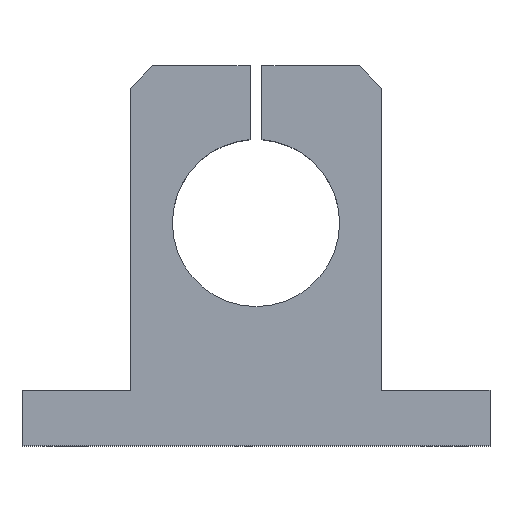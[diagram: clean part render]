
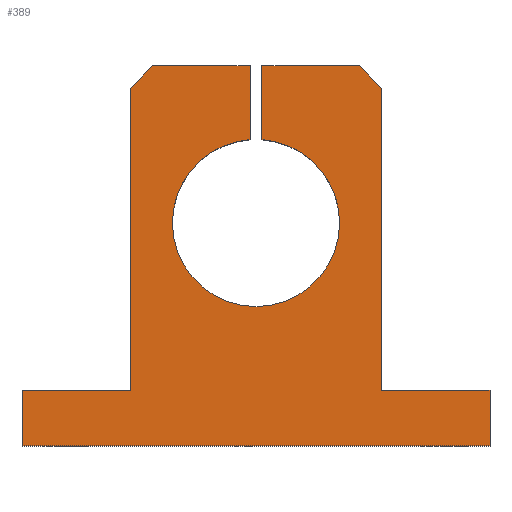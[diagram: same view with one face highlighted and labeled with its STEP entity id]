
A CAD part, top view. The second image highlights one B-rep face of the part: STEP entity #389.
In plain terms, the highlighted planar face has unit normal (0, 0, 1).
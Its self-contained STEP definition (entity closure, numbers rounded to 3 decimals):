
#13 = DIRECTION ( 'NONE',  ( 0., -1., 0. ) ) ;
#23 = CARTESIAN_POINT ( 'NONE',  ( 22.5, -24.1, 14. ) ) ;
#24 = LINE ( 'NONE', #994, #184 ) ;
#27 = CARTESIAN_POINT ( 'NONE',  ( -22.5, 34.1, 14. ) ) ;
#41 = ORIENTED_EDGE ( 'NONE', *, *, #847, .F. ) ;
#47 = CARTESIAN_POINT ( 'NONE',  ( 1.075, 34.1, 14. ) ) ;
#56 = EDGE_CURVE ( 'NONE', #840, #959, #531, .T. ) ;
#57 = DIRECTION ( 'NONE',  ( -0.707, 0.707, 0. ) ) ;
#60 = DIRECTION ( 'NONE',  ( 0., 0., 1. ) ) ;
#61 = AXIS2_PLACEMENT_3D ( 'NONE', #146, #1007, #624 ) ;
#63 = EDGE_CURVE ( 'NONE', #76, #234, #782, .T. ) ;
#68 = AXIS2_PLACEMENT_3D ( 'NONE', #252, #737, #178 ) ;
#76 = VERTEX_POINT ( 'NONE', #707 ) ;
#90 = VERTEX_POINT ( 'NONE', #147 ) ;
#96 = EDGE_CURVE ( 'NONE', #290, #394, #361, .T. ) ;
#98 = CARTESIAN_POINT ( 'NONE',  ( 1.075, 5.588, 14. ) ) ;
#104 = VERTEX_POINT ( 'NONE', #365 ) ;
#119 = VECTOR ( 'NONE', #1022, 1000. ) ;
#128 = CARTESIAN_POINT ( 'NONE',  ( 42., 34.1, 14. ) ) ;
#146 = CARTESIAN_POINT ( 'NONE',  ( 0., 5.9, 14. ) ) ;
#147 = CARTESIAN_POINT ( 'NONE',  ( 22.5, 30.1, 14. ) ) ;
#148 = ORIENTED_EDGE ( 'NONE', *, *, #818, .F. ) ;
#158 = ORIENTED_EDGE ( 'NONE', *, *, #63, .F. ) ;
#170 = EDGE_CURVE ( 'NONE', #104, #809, #931, .T. ) ;
#178 = DIRECTION ( 'NONE',  ( 1., 0., 0. ) ) ;
#184 = VECTOR ( 'NONE', #989, 1000. ) ;
#186 = DIRECTION ( 'NONE',  ( 0., 1., 0. ) ) ;
#188 = VECTOR ( 'NONE', #861, 1000. ) ;
#196 = DIRECTION ( 'NONE',  ( 1., 0., 0. ) ) ;
#198 = VECTOR ( 'NONE', #771, 1000. ) ;
#221 = AXIS2_PLACEMENT_3D ( 'NONE', #543, #60, #227 ) ;
#223 = LINE ( 'NONE', #523, #198 ) ;
#227 = DIRECTION ( 'NONE',  ( 1., 0., 0. ) ) ;
#232 = LINE ( 'NONE', #786, #188 ) ;
#234 = VERTEX_POINT ( 'NONE', #677 ) ;
#235 = CARTESIAN_POINT ( 'NONE',  ( -42., -34.1, 14. ) ) ;
#243 = VERTEX_POINT ( 'NONE', #634 ) ;
#252 = CARTESIAN_POINT ( 'NONE',  ( 0., 0., 14. ) ) ;
#258 = EDGE_CURVE ( 'NONE', #90, #840, #630, .T. ) ;
#260 = CIRCLE ( 'NONE', #993, 15. ) ;
#266 = VECTOR ( 'NONE', #13, 1000. ) ;
#275 = CARTESIAN_POINT ( 'NONE',  ( -1.075, 34.1, 14. ) ) ;
#279 = ORIENTED_EDGE ( 'NONE', *, *, #469, .T. ) ;
#290 = VERTEX_POINT ( 'NONE', #392 ) ;
#299 = CIRCLE ( 'NONE', #61, 15. ) ;
#302 = CARTESIAN_POINT ( 'NONE',  ( -42., 34.1, 14. ) ) ;
#310 = LINE ( 'NONE', #784, #501 ) ;
#312 = EDGE_CURVE ( 'NONE', #90, #522, #310, .T. ) ;
#323 = CARTESIAN_POINT ( 'NONE',  ( -42., 34.1, 14. ) ) ;
#327 = LINE ( 'NONE', #323, #979 ) ;
#331 = CARTESIAN_POINT ( 'NONE',  ( -1.075, 20.861, 14. ) ) ;
#334 = LINE ( 'NONE', #98, #613 ) ;
#346 = DIRECTION ( 'NONE',  ( 0., 1., 0. ) ) ;
#350 = EDGE_CURVE ( 'NONE', #506, #490, #232, .T. ) ;
#355 = DIRECTION ( 'NONE',  ( 0., 1., 0. ) ) ;
#361 = CIRCLE ( 'NONE', #221, 15. ) ;
#364 = ORIENTED_EDGE ( 'NONE', *, *, #1020, .F. ) ;
#365 = CARTESIAN_POINT ( 'NONE',  ( 42., -34.1, 14. ) ) ;
#367 = ORIENTED_EDGE ( 'NONE', *, *, #653, .F. ) ;
#376 = VECTOR ( 'NONE', #1035, 1000. ) ;
#380 = ORIENTED_EDGE ( 'NONE', *, *, #170, .T. ) ;
#389 = ADVANCED_FACE ( 'NONE', ( #656 ), #895, .T. ) ;
#392 = CARTESIAN_POINT ( 'NONE',  ( 15., 5.9, 14. ) ) ;
#394 = VERTEX_POINT ( 'NONE', #583 ) ;
#397 = VECTOR ( 'NONE', #548, 1000. ) ;
#415 = LINE ( 'NONE', #743, #266 ) ;
#422 = ORIENTED_EDGE ( 'NONE', *, *, #984, .F. ) ;
#423 = LINE ( 'NONE', #27, #643 ) ;
#438 = DIRECTION ( 'NONE',  ( 0., 0., 1. ) ) ;
#451 = VERTEX_POINT ( 'NONE', #331 ) ;
#469 = EDGE_CURVE ( 'NONE', #76, #734, #327, .T. ) ;
#481 = ORIENTED_EDGE ( 'NONE', *, *, #498, .F. ) ;
#490 = VERTEX_POINT ( 'NONE', #805 ) ;
#497 = DIRECTION ( 'NONE',  ( 0., -1., 0. ) ) ;
#498 = EDGE_CURVE ( 'NONE', #559, #451, #415, .T. ) ;
#501 = VECTOR ( 'NONE', #549, 1000. ) ;
#506 = VERTEX_POINT ( 'NONE', #747 ) ;
#522 = VERTEX_POINT ( 'NONE', #23 ) ;
#523 = CARTESIAN_POINT ( 'NONE',  ( 42., -24.1, 14. ) ) ;
#531 = LINE ( 'NONE', #302, #119 ) ;
#543 = CARTESIAN_POINT ( 'NONE',  ( 0., 5.9, 14. ) ) ;
#548 = DIRECTION ( 'NONE',  ( 1., 0., 0. ) ) ;
#549 = DIRECTION ( 'NONE',  ( 0., -1., 0. ) ) ;
#559 = VERTEX_POINT ( 'NONE', #275 ) ;
#560 = LINE ( 'NONE', #725, #376 ) ;
#581 = CARTESIAN_POINT ( 'NONE',  ( 42., -24.1, 14. ) ) ;
#583 = CARTESIAN_POINT ( 'NONE',  ( 1.075, 20.861, 14. ) ) ;
#584 = CARTESIAN_POINT ( 'NONE',  ( 0., 5.9, 14. ) ) ;
#591 = EDGE_CURVE ( 'NONE', #734, #104, #24, .T. ) ;
#613 = VECTOR ( 'NONE', #186, 1000. ) ;
#624 = DIRECTION ( 'NONE',  ( 1., 0., 0. ) ) ;
#626 = ORIENTED_EDGE ( 'NONE', *, *, #312, .F. ) ;
#630 = LINE ( 'NONE', #721, #814 ) ;
#634 = CARTESIAN_POINT ( 'NONE',  ( -15., 5.9, 14. ) ) ;
#643 = VECTOR ( 'NONE', #346, 1000. ) ;
#644 = ORIENTED_EDGE ( 'NONE', *, *, #350, .T. ) ;
#653 = EDGE_CURVE ( 'NONE', #243, #290, #260, .T. ) ;
#654 = ORIENTED_EDGE ( 'NONE', *, *, #96, .F. ) ;
#655 = CARTESIAN_POINT ( 'NONE',  ( 18.5, 34.1, 14. ) ) ;
#656 = FACE_OUTER_BOUND ( 'NONE', #898, .T. ) ;
#677 = CARTESIAN_POINT ( 'NONE',  ( -22.5, -24.1, 14. ) ) ;
#707 = CARTESIAN_POINT ( 'NONE',  ( -42., -24.1, 14. ) ) ;
#712 = CARTESIAN_POINT ( 'NONE',  ( -42., -24.1, 14. ) ) ;
#721 = CARTESIAN_POINT ( 'NONE',  ( 26.3, 26.3, 14. ) ) ;
#723 = ORIENTED_EDGE ( 'NONE', *, *, #258, .T. ) ;
#725 = CARTESIAN_POINT ( 'NONE',  ( -42., 34.1, 14. ) ) ;
#734 = VERTEX_POINT ( 'NONE', #235 ) ;
#737 = DIRECTION ( 'NONE',  ( 0., 0., 1. ) ) ;
#743 = CARTESIAN_POINT ( 'NONE',  ( -1.075, 5.588, 14. ) ) ;
#747 = CARTESIAN_POINT ( 'NONE',  ( -18.5, 34.1, 14. ) ) ;
#759 = ORIENTED_EDGE ( 'NONE', *, *, #56, .T. ) ;
#762 = EDGE_CURVE ( 'NONE', #559, #506, #560, .T. ) ;
#768 = ORIENTED_EDGE ( 'NONE', *, *, #591, .T. ) ;
#771 = DIRECTION ( 'NONE',  ( 1., 0., 0. ) ) ;
#782 = LINE ( 'NONE', #712, #397 ) ;
#784 = CARTESIAN_POINT ( 'NONE',  ( 22.5, 34.1, 14. ) ) ;
#786 = CARTESIAN_POINT ( 'NONE',  ( -26.3, 26.3, 14. ) ) ;
#805 = CARTESIAN_POINT ( 'NONE',  ( -22.5, 30.1, 14. ) ) ;
#809 = VERTEX_POINT ( 'NONE', #581 ) ;
#814 = VECTOR ( 'NONE', #57, 1000. ) ;
#818 = EDGE_CURVE ( 'NONE', #234, #490, #423, .T. ) ;
#840 = VERTEX_POINT ( 'NONE', #655 ) ;
#847 = EDGE_CURVE ( 'NONE', #394, #959, #334, .T. ) ;
#861 = DIRECTION ( 'NONE',  ( -0.707, -0.707, 0. ) ) ;
#866 = VECTOR ( 'NONE', #355, 1000. ) ;
#895 = PLANE ( 'NONE',  #68 ) ;
#898 = EDGE_LOOP ( 'NONE', ( #41, #654, #367, #422, #481, #903, #644, #148, #158, #279, #768, #380, #364, #626, #723, #759 ) ) ;
#903 = ORIENTED_EDGE ( 'NONE', *, *, #762, .T. ) ;
#931 = LINE ( 'NONE', #128, #866 ) ;
#959 = VERTEX_POINT ( 'NONE', #47 ) ;
#979 = VECTOR ( 'NONE', #497, 1000. ) ;
#984 = EDGE_CURVE ( 'NONE', #451, #243, #299, .T. ) ;
#989 = DIRECTION ( 'NONE',  ( 1., 0., 0. ) ) ;
#993 = AXIS2_PLACEMENT_3D ( 'NONE', #584, #438, #196 ) ;
#994 = CARTESIAN_POINT ( 'NONE',  ( -42., -34.1, 14. ) ) ;
#1007 = DIRECTION ( 'NONE',  ( 0., 0., 1. ) ) ;
#1020 = EDGE_CURVE ( 'NONE', #522, #809, #223, .T. ) ;
#1022 = DIRECTION ( 'NONE',  ( -1., 0., 0. ) ) ;
#1035 = DIRECTION ( 'NONE',  ( -1., 0., 0. ) ) ;
